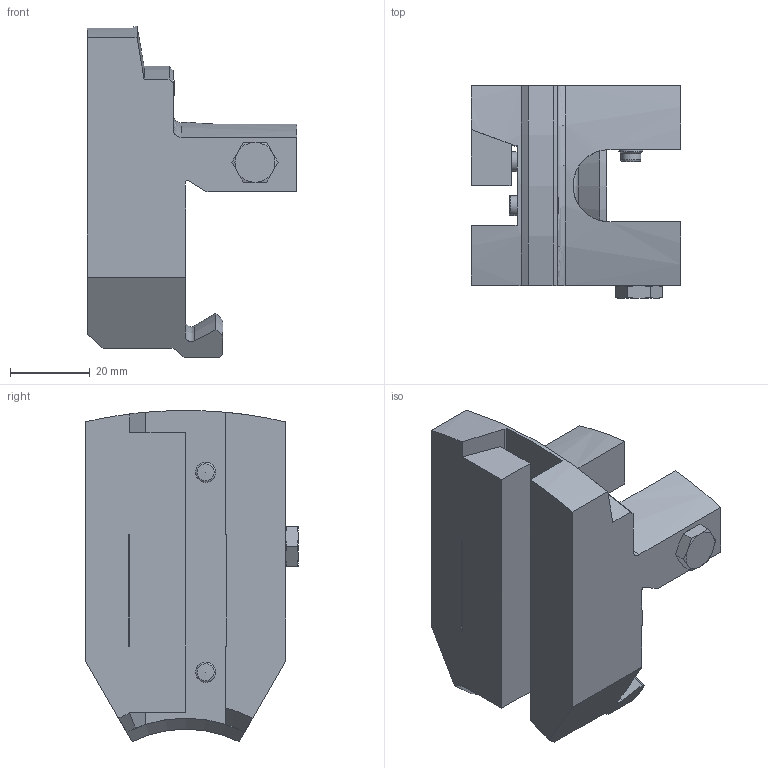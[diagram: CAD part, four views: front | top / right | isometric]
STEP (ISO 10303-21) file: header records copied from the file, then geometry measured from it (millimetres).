
FILE_DESCRIPTION(/* description */ (''),/* implementation_level */ '2;1');
FILE_NAME(/* name */ '10001103507nxv000_00_214.stp',/* time_stamp */ '2022-09-27T10:23:29+02:00',/* author */ (''),/* organization */ (''),/* preprocessor_version */ 'ST-DEVELOPER v16.7',/* originating_system */ 'SIEMENS PLM Software NX 12.0',/* authorisation */ '');
FILE_SCHEMA (('AUTOMOTIVE_DESIGN { 1 0 10303 214 3 1 1 1 }'));
Length unit declared in the file: millimetre
Products named in the file (1): 10001103507nxv000_00
Bounding box: 52.5 x 53.2 x 82.86 mm (x, y, z)
Volume: 87149.7 mm3; surface area: 20938.6 mm2
Topology: 1 solids, 1 shells, 94 faces, 259 edges, 168 vertices
Faces by surface type: plane 44, cone 25, cylinder 16, torus 6, sphere 3
Full cylindrical faces by diameter (mm): 5 x5, 6 x1
Entity records: 3044 total; most frequent: CARTESIAN_POINT 809, ORIENTED_EDGE 464, DIRECTION 435, EDGE_CURVE 232, AXIS2_PLACEMENT_3D 164, VERTEX_POINT 155, EDGE_LOOP 115, LINE 107
